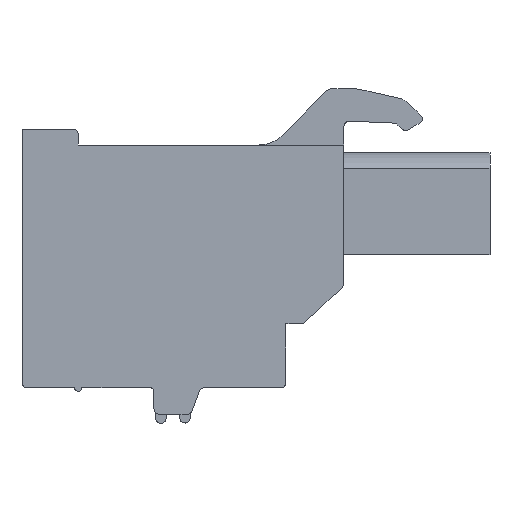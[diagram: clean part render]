
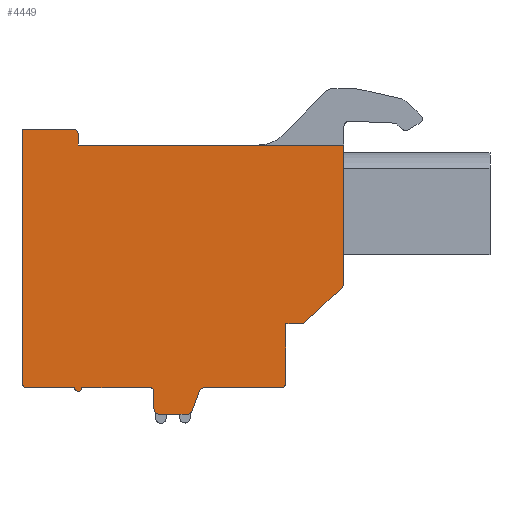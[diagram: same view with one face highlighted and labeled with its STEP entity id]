
A CAD part, left-side view. The second image highlights one B-rep face of the part: STEP entity #4449.
In plain terms, the highlighted planar face has unit normal (-1, 0, 0).
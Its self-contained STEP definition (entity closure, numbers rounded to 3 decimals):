
#280=DIRECTION('',(0.,0.,1.));
#281=VECTOR('',#280,7.87);
#282=CARTESIAN_POINT('',(-15.86,-5.66,-0.91));
#283=LINE('',#282,#281);
#925=CARTESIAN_POINT('',(-15.86,-5.36,-0.91));
#926=DIRECTION('',(1.,0.,0.));
#927=DIRECTION('',(0.,-1.,0.));
#928=AXIS2_PLACEMENT_3D('',#925,#926,#927);
#930=DIRECTION('',(0.,0.731,-0.683));
#931=VECTOR('',#930,3.018);
#932=CARTESIAN_POINT('',(-15.86,-5.565,-1.129));
#933=LINE('',#932,#931);
#934=DIRECTION('',(0.,1.,0.));
#935=VECTOR('',#934,1.);
#936=CARTESIAN_POINT('',(-15.86,-3.36,-3.19));
#937=LINE('',#936,#935);
#938=DIRECTION('',(0.,0.,-1.));
#939=VECTOR('',#938,3.35);
#940=CARTESIAN_POINT('',(-15.86,-2.36,-3.19));
#941=LINE('',#940,#939);
#942=CARTESIAN_POINT('',(-15.86,-2.06,-6.54));
#943=DIRECTION('',(1.,0.,0.));
#944=DIRECTION('',(0.,-1.,0.));
#945=AXIS2_PLACEMENT_3D('',#942,#943,#944);
#947=DIRECTION('',(0.,1.,0.));
#948=VECTOR('',#947,4.34);
#949=CARTESIAN_POINT('',(-15.86,-2.06,-6.84));
#950=LINE('',#949,#948);
#951=CARTESIAN_POINT('',(-15.86,2.28,-7.14));
#952=DIRECTION('',(-1.,0.,0.));
#953=DIRECTION('',(0.,0.,1.));
#954=AXIS2_PLACEMENT_3D('',#951,#952,#953);
#956=DIRECTION('',(0.,0.345,-0.939));
#957=VECTOR('',#956,1.179);
#958=CARTESIAN_POINT('',(-15.86,2.562,-7.037));
#959=LINE('',#958,#957);
#960=CARTESIAN_POINT('',(-15.86,3.25,-8.04));
#961=DIRECTION('',(1.,0.,0.));
#962=DIRECTION('',(0.,-0.939,-0.345));
#963=AXIS2_PLACEMENT_3D('',#960,#961,#962);
#965=DIRECTION('',(0.,1.,0.));
#966=VECTOR('',#965,1.59);
#967=CARTESIAN_POINT('',(-15.86,3.25,-8.34));
#968=LINE('',#967,#966);
#969=CARTESIAN_POINT('',(-15.86,4.84,-8.04));
#970=DIRECTION('',(1.,0.,0.));
#971=DIRECTION('',(0.,0.,-1.));
#972=AXIS2_PLACEMENT_3D('',#969,#970,#971);
#974=DIRECTION('',(0.,0.,1.));
#975=VECTOR('',#974,1.);
#976=CARTESIAN_POINT('',(-15.86,5.14,-8.04));
#977=LINE('',#976,#975);
#978=CARTESIAN_POINT('',(-15.86,5.34,-7.04));
#979=DIRECTION('',(-1.,0.,0.));
#980=DIRECTION('',(0.,-1.,0.));
#981=AXIS2_PLACEMENT_3D('',#978,#979,#980);
#983=DIRECTION('',(0.,1.,0.));
#984=VECTOR('',#983,3.9);
#985=CARTESIAN_POINT('',(-15.86,5.34,-6.84));
#986=LINE('',#985,#984);
#987=CARTESIAN_POINT('',(-15.86,9.44,-6.84));
#988=DIRECTION('',(1.,0.,0.));
#989=DIRECTION('',(0.,-1.,0.));
#990=AXIS2_PLACEMENT_3D('',#987,#988,#989);
#992=DIRECTION('',(0.,1.,0.));
#993=VECTOR('',#992,2.7);
#994=CARTESIAN_POINT('',(-15.86,9.64,-6.84));
#995=LINE('',#994,#993);
#996=CARTESIAN_POINT('',(-15.86,12.34,-6.54));
#997=DIRECTION('',(1.,0.,0.));
#998=DIRECTION('',(0.,0.,-1.));
#999=AXIS2_PLACEMENT_3D('',#996,#997,#998);
#1001=DIRECTION('',(0.,0.,1.));
#1002=VECTOR('',#1001,14.4);
#1003=CARTESIAN_POINT('',(-15.86,12.64,-6.54));
#1004=LINE('',#1003,#1002);
#1005=DIRECTION('',(0.,-1.,0.));
#1006=VECTOR('',#1005,2.9);
#1007=CARTESIAN_POINT('',(-15.86,12.64,7.86));
#1008=LINE('',#1007,#1006);
#1009=CARTESIAN_POINT('',(-15.86,9.74,7.56));
#1010=DIRECTION('',(1.,0.,0.));
#1011=DIRECTION('',(0.,0.,1.));
#1012=AXIS2_PLACEMENT_3D('',#1009,#1010,#1011);
#1014=DIRECTION('',(0.,0.,-1.));
#1015=VECTOR('',#1014,0.6);
#1016=CARTESIAN_POINT('',(-15.86,9.44,7.56));
#1017=LINE('',#1016,#1015);
#1018=DIRECTION('',(0.,-1.,0.));
#1019=VECTOR('',#1018,15.1);
#1020=CARTESIAN_POINT('',(-15.86,9.44,6.96));
#1021=LINE('',#1020,#1019);
#2445=CARTESIAN_POINT('',(-15.86,9.44,6.96));
#2446=CARTESIAN_POINT('',(-15.86,-5.66,6.96));
#2447=VERTEX_POINT('',#2445);
#2448=VERTEX_POINT('',#2446);
#2449=CARTESIAN_POINT('',(-15.86,-5.66,-0.91));
#2450=CARTESIAN_POINT('',(-15.86,-5.565,-1.129));
#2451=VERTEX_POINT('',#2449);
#2452=VERTEX_POINT('',#2450);
#2453=CARTESIAN_POINT('',(-15.86,-3.36,-3.19));
#2454=VERTEX_POINT('',#2453);
#2455=CARTESIAN_POINT('',(-15.86,-2.36,-3.19));
#2456=VERTEX_POINT('',#2455);
#2457=CARTESIAN_POINT('',(-15.86,-2.36,-6.54));
#2458=VERTEX_POINT('',#2457);
#2459=CARTESIAN_POINT('',(-15.86,-2.06,-6.84));
#2460=VERTEX_POINT('',#2459);
#2461=CARTESIAN_POINT('',(-15.86,2.28,-6.84));
#2462=VERTEX_POINT('',#2461);
#2463=CARTESIAN_POINT('',(-15.86,2.562,-7.037));
#2464=VERTEX_POINT('',#2463);
#2465=CARTESIAN_POINT('',(-15.86,2.968,-8.143));
#2466=VERTEX_POINT('',#2465);
#2467=CARTESIAN_POINT('',(-15.86,3.25,-8.34));
#2468=VERTEX_POINT('',#2467);
#2469=CARTESIAN_POINT('',(-15.86,4.84,-8.34));
#2470=VERTEX_POINT('',#2469);
#2471=CARTESIAN_POINT('',(-15.86,5.14,-8.04));
#2472=VERTEX_POINT('',#2471);
#2473=CARTESIAN_POINT('',(-15.86,5.14,-7.04));
#2474=VERTEX_POINT('',#2473);
#2475=CARTESIAN_POINT('',(-15.86,5.34,-6.84));
#2476=VERTEX_POINT('',#2475);
#2477=CARTESIAN_POINT('',(-15.86,9.24,-6.84));
#2478=VERTEX_POINT('',#2477);
#2479=CARTESIAN_POINT('',(-15.86,9.64,-6.84));
#2480=VERTEX_POINT('',#2479);
#2481=CARTESIAN_POINT('',(-15.86,12.34,-6.84));
#2482=VERTEX_POINT('',#2481);
#2483=CARTESIAN_POINT('',(-15.86,12.64,-6.54));
#2484=VERTEX_POINT('',#2483);
#2485=CARTESIAN_POINT('',(-15.86,12.64,7.86));
#2486=VERTEX_POINT('',#2485);
#2487=CARTESIAN_POINT('',(-15.86,9.74,7.86));
#2488=VERTEX_POINT('',#2487);
#2489=CARTESIAN_POINT('',(-15.86,9.44,7.56));
#2490=VERTEX_POINT('',#2489);
#4400=CARTESIAN_POINT('',(-15.86,0.,0.));
#4401=DIRECTION('',(1.,0.,0.));
#4402=DIRECTION('',(0.,-1.,0.));
#4403=AXIS2_PLACEMENT_3D('',#4400,#4401,#4402);
#4404=PLANE('',#4403);
#4405=ORIENTED_EDGE('',*,*,#3319,.F.);
#4407=ORIENTED_EDGE('',*,*,#4406,.T.);
#4409=ORIENTED_EDGE('',*,*,#4408,.T.);
#4410=ORIENTED_EDGE('',*,*,#3266,.T.);
#4411=ORIENTED_EDGE('',*,*,#3253,.T.);
#4413=ORIENTED_EDGE('',*,*,#4412,.T.);
#4415=ORIENTED_EDGE('',*,*,#4414,.T.);
#4417=ORIENTED_EDGE('',*,*,#4416,.T.);
#4419=ORIENTED_EDGE('',*,*,#4418,.T.);
#4421=ORIENTED_EDGE('',*,*,#4420,.T.);
#4423=ORIENTED_EDGE('',*,*,#4422,.T.);
#4425=ORIENTED_EDGE('',*,*,#4424,.T.);
#4427=ORIENTED_EDGE('',*,*,#4426,.T.);
#4429=ORIENTED_EDGE('',*,*,#4428,.T.);
#4431=ORIENTED_EDGE('',*,*,#4430,.T.);
#4433=ORIENTED_EDGE('',*,*,#4432,.T.);
#4435=ORIENTED_EDGE('',*,*,#4434,.T.);
#4437=ORIENTED_EDGE('',*,*,#4436,.T.);
#4439=ORIENTED_EDGE('',*,*,#4438,.T.);
#4441=ORIENTED_EDGE('',*,*,#4440,.T.);
#4443=ORIENTED_EDGE('',*,*,#4442,.T.);
#4445=ORIENTED_EDGE('',*,*,#4444,.T.);
#4446=ORIENTED_EDGE('',*,*,#4106,.T.);
#4447=EDGE_LOOP('',(#4405,#4407,#4409,#4410,#4411,#4413,#4415,#4417,#4419,#4421,
#4423,#4425,#4427,#4429,#4431,#4433,#4435,#4437,#4439,#4441,#4443,#4445,#4446));
#4448=FACE_OUTER_BOUND('',#4447,.F.);
#4449=ADVANCED_FACE('',(#4448),#4404,.F.);
#929=CIRCLE('',#928,0.3);
#946=CIRCLE('',#945,0.3);
#955=CIRCLE('',#954,0.3);
#964=CIRCLE('',#963,0.3);
#973=CIRCLE('',#972,0.3);
#982=CIRCLE('',#981,0.2);
#991=CIRCLE('',#990,0.2);
#1000=CIRCLE('',#999,0.3);
#1013=CIRCLE('',#1012,0.3);
#3253=EDGE_CURVE('',#2456,#2458,#941,.T.);
#3266=EDGE_CURVE('',#2454,#2456,#937,.T.);
#3319=EDGE_CURVE('',#2451,#2448,#283,.T.);
#4106=EDGE_CURVE('',#2447,#2448,#1021,.T.);
#4406=EDGE_CURVE('',#2451,#2452,#929,.T.);
#4408=EDGE_CURVE('',#2452,#2454,#933,.T.);
#4412=EDGE_CURVE('',#2458,#2460,#946,.T.);
#4414=EDGE_CURVE('',#2460,#2462,#950,.T.);
#4416=EDGE_CURVE('',#2462,#2464,#955,.T.);
#4418=EDGE_CURVE('',#2464,#2466,#959,.T.);
#4420=EDGE_CURVE('',#2466,#2468,#964,.T.);
#4422=EDGE_CURVE('',#2468,#2470,#968,.T.);
#4424=EDGE_CURVE('',#2470,#2472,#973,.T.);
#4426=EDGE_CURVE('',#2472,#2474,#977,.T.);
#4428=EDGE_CURVE('',#2474,#2476,#982,.T.);
#4430=EDGE_CURVE('',#2476,#2478,#986,.T.);
#4432=EDGE_CURVE('',#2478,#2480,#991,.T.);
#4434=EDGE_CURVE('',#2480,#2482,#995,.T.);
#4436=EDGE_CURVE('',#2482,#2484,#1000,.T.);
#4438=EDGE_CURVE('',#2484,#2486,#1004,.T.);
#4440=EDGE_CURVE('',#2486,#2488,#1008,.T.);
#4442=EDGE_CURVE('',#2488,#2490,#1013,.T.);
#4444=EDGE_CURVE('',#2490,#2447,#1017,.T.);
